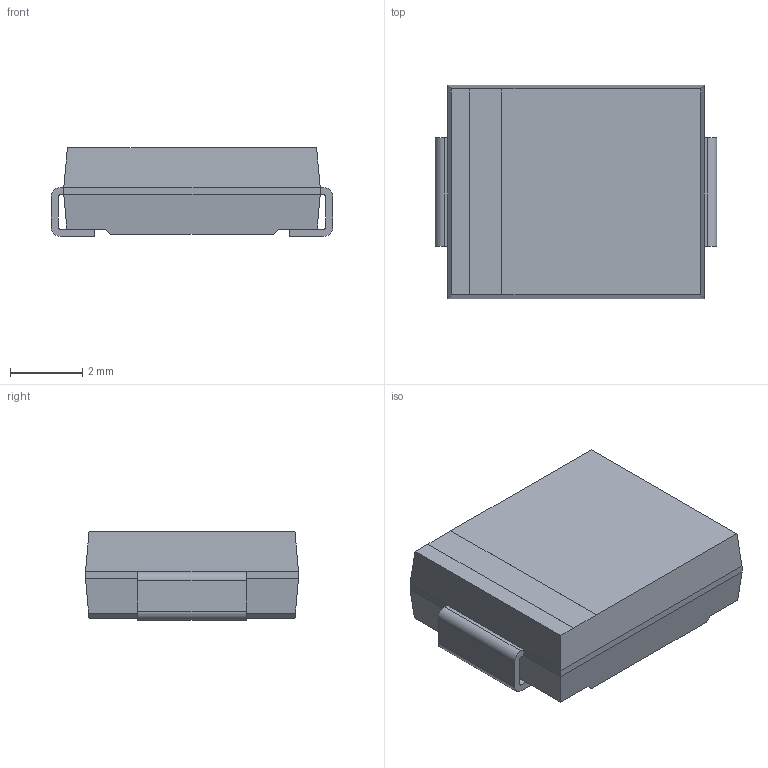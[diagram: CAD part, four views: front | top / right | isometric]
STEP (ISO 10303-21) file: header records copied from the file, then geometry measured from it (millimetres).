
FILE_DESCRIPTION (( 'STEP AP214' ), '1' );
FILE_NAME ('8C081720-5B2F-4CED-9893-A411DD01FA77.STEP', '2023-01-31T05:24:08', ( '' ), ( '' ), 'SwSTEP 2.0', 'SolidWorks 2022', '' );
FILE_SCHEMA (( 'AUTOMOTIVE_DESIGN' ));
Length unit declared in the file: millimetre
Products named in the file (1): 8C081720-5B2F-4CED-9893-A411DD01FA77
Bounding box: 7.8 x 5.9 x 2.45 mm (x, y, z)
Volume: 98.6 mm3; surface area: 160.1 mm2
Topology: 1 solids, 1 shells, 52 faces, 138 edges, 84 vertices
Faces by surface type: plane 44, cylinder 8
Entity records: 1971 total; most frequent: ORIENTED_EDGE 276, CARTESIAN_POINT 275, DIRECTION 260, EDGE_CURVE 138, LINE 122, VECTOR 122, VERTEX_POINT 84, AXIS2_PLACEMENT_3D 69
